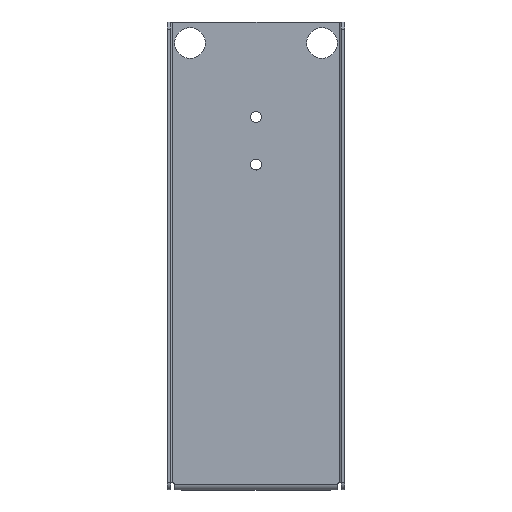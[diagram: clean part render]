
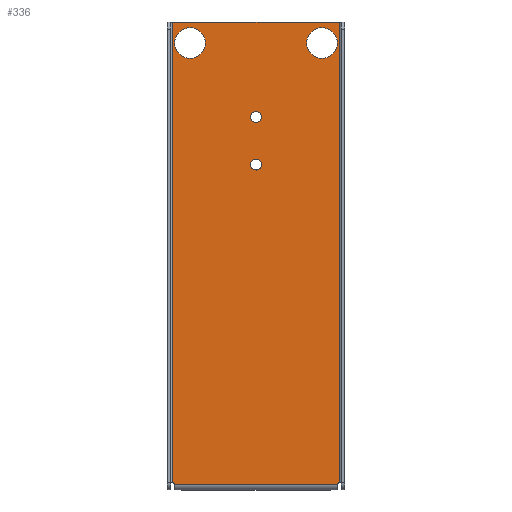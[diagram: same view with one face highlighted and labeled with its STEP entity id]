
A CAD part, top view. The second image highlights one B-rep face of the part: STEP entity #336.
In plain terms, the highlighted planar face has unit normal (0, 0, 1).
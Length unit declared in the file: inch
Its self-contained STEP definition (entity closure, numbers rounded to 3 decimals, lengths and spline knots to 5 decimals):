
#14 = ORIENTED_EDGE ( 'NONE', *, *, #1400, .F. ) ;
#32 = CIRCLE ( 'NONE', #130, 0.0625 ) ;
#58 = CARTESIAN_POINT ( 'NONE',  ( 2.7875, 0.1875, 0.125 ) ) ;
#68 = DIRECTION ( 'NONE',  ( 0., 0., 1. ) ) ;
#69 = CIRCLE ( 'NONE', #1152, 0.0625 ) ;
#73 = DIRECTION ( 'NONE',  ( 1., 0., 0. ) ) ;
#76 = LINE ( 'NONE', #58, #162 ) ;
#79 = EDGE_CURVE ( 'NONE', #542, #436, #1540, .T. ) ;
#81 = CARTESIAN_POINT ( 'NONE',  ( 2.85, 0.25, 0.125 ) ) ;
#91 = FACE_OUTER_BOUND ( 'NONE', #435, .T. ) ;
#108 = DIRECTION ( 'NONE',  ( 1., 0., 0. ) ) ;
#123 = AXIS2_PLACEMENT_3D ( 'NONE', #1508, #1512, #1514 ) ;
#130 = AXIS2_PLACEMENT_3D ( 'NONE', #1096, #813, #391 ) ;
#138 = VECTOR ( 'NONE', #1787, 39.37008 ) ;
#145 = PLANE ( 'NONE',  #817 ) ;
#152 = CARTESIAN_POINT ( 'NONE',  ( 0., 0., 0.125 ) ) ;
#160 = EDGE_LOOP ( 'NONE', ( #644, #499 ) ) ;
#162 = VECTOR ( 'NONE', #659, 39.37008 ) ;
#163 = AXIS2_PLACEMENT_3D ( 'NONE', #217, #202, #108 ) ;
#168 = DIRECTION ( 'NONE',  ( 0., 0., 1. ) ) ;
#179 = DIRECTION ( 'NONE',  ( 1., 0., 0. ) ) ;
#183 = DIRECTION ( 'NONE',  ( 0., 0., 1. ) ) ;
#202 = DIRECTION ( 'NONE',  ( 0., 0., 1. ) ) ;
#217 = CARTESIAN_POINT ( 'NONE',  ( 2.254, 15.27943, 0.125 ) ) ;
#229 = VERTEX_POINT ( 'NONE', #1643 ) ;
#243 = EDGE_CURVE ( 'NONE', #229, #1280, #32, .T. ) ;
#270 = CARTESIAN_POINT ( 'NONE',  ( 0.1875, 12.75, 0.125 ) ) ;
#306 = CARTESIAN_POINT ( 'NONE',  ( 2.779, 15.27943, 0.125 ) ) ;
#336 = ADVANCED_FACE ( 'NONE', ( #91, #575, #1108, #1615, #1270 ), #145, .T. ) ;
#339 = CIRCLE ( 'NONE', #768, 0.525 ) ;
#354 = CARTESIAN_POINT ( 'NONE',  ( -2.7875, 0.1875, 0.125 ) ) ;
#374 = CARTESIAN_POINT ( 'NONE',  ( 0., 11.125, 0.125 ) ) ;
#380 = DIRECTION ( 'NONE',  ( 0., 0., 1. ) ) ;
#383 = DIRECTION ( 'NONE',  ( 1., 0., 0. ) ) ;
#391 = DIRECTION ( 'NONE',  ( 1., 0., 0. ) ) ;
#395 = CARTESIAN_POINT ( 'NONE',  ( -1.729, 15.27943, 0.125 ) ) ;
#426 = ORIENTED_EDGE ( 'NONE', *, *, #1119, .F. ) ;
#435 = EDGE_LOOP ( 'NONE', ( #1178, #840, #1279, #1117, #1789, #1295 ) ) ;
#436 = VERTEX_POINT ( 'NONE', #306 ) ;
#462 = VERTEX_POINT ( 'NONE', #354 ) ;
#465 = DIRECTION ( 'NONE',  ( 0., 0., 1. ) ) ;
#466 = EDGE_CURVE ( 'NONE', #661, #1393, #822, .T. ) ;
#499 = ORIENTED_EDGE ( 'NONE', *, *, #79, .F. ) ;
#521 = CARTESIAN_POINT ( 'NONE',  ( 1.729, 15.27943, 0.125 ) ) ;
#542 = VERTEX_POINT ( 'NONE', #521 ) ;
#575 = FACE_BOUND ( 'NONE', #1606, .T. ) ;
#586 = LINE ( 'NONE', #1056, #138 ) ;
#644 = ORIENTED_EDGE ( 'NONE', *, *, #803, .F. ) ;
#651 = CARTESIAN_POINT ( 'NONE',  ( -2.85, 0., 0.125 ) ) ;
#659 = DIRECTION ( 'NONE',  ( 1., 0., 0. ) ) ;
#661 = VERTEX_POINT ( 'NONE', #808 ) ;
#664 = VERTEX_POINT ( 'NONE', #809 ) ;
#668 = EDGE_CURVE ( 'NONE', #1554, #462, #69, .T. ) ;
#735 = AXIS2_PLACEMENT_3D ( 'NONE', #824, #68, #73 ) ;
#745 = AXIS2_PLACEMENT_3D ( 'NONE', #1132, #1781, #1620 ) ;
#752 = CARTESIAN_POINT ( 'NONE',  ( -2.254, 15.27943, 0.125 ) ) ;
#761 = CARTESIAN_POINT ( 'NONE',  ( -2.85, 16., 0.125 ) ) ;
#768 = AXIS2_PLACEMENT_3D ( 'NONE', #752, #465, #871 ) ;
#796 = LINE ( 'NONE', #1663, #1243 ) ;
#803 = EDGE_CURVE ( 'NONE', #436, #542, #1310, .T. ) ;
#805 = AXIS2_PLACEMENT_3D ( 'NONE', #1647, #1653, #1654 ) ;
#808 = CARTESIAN_POINT ( 'NONE',  ( 0.1875, 11.125, 0.125 ) ) ;
#809 = CARTESIAN_POINT ( 'NONE',  ( -2.779, 15.27943, 0.125 ) ) ;
#813 = DIRECTION ( 'NONE',  ( 0., 0., -1. ) ) ;
#816 = CIRCLE ( 'NONE', #1055, 0.1875 ) ;
#817 = AXIS2_PLACEMENT_3D ( 'NONE', #152, #168, #179 ) ;
#822 = CIRCLE ( 'NONE', #1358, 0.1875 ) ;
#824 = CARTESIAN_POINT ( 'NONE',  ( 0., 11.125, 0.125 ) ) ;
#828 = CARTESIAN_POINT ( 'NONE',  ( -2.85, 0.1875, 0.125 ) ) ;
#832 = DIRECTION ( 'NONE',  ( 0., 0., -1. ) ) ;
#835 = DIRECTION ( 'NONE',  ( 1., 0., 0. ) ) ;
#840 = ORIENTED_EDGE ( 'NONE', *, *, #1790, .T. ) ;
#871 = DIRECTION ( 'NONE',  ( 1., 0., 0. ) ) ;
#876 = CARTESIAN_POINT ( 'NONE',  ( 0., 12.75, 0.125 ) ) ;
#893 = DIRECTION ( 'NONE',  ( 1., 0., 0. ) ) ;
#897 = VERTEX_POINT ( 'NONE', #1135 ) ;
#963 = ORIENTED_EDGE ( 'NONE', *, *, #1409, .F. ) ;
#976 = ORIENTED_EDGE ( 'NONE', *, *, #1498, .F. ) ;
#1012 = CARTESIAN_POINT ( 'NONE',  ( -2.85, 0.25, 0.125 ) ) ;
#1055 = AXIS2_PLACEMENT_3D ( 'NONE', #876, #183, #893 ) ;
#1056 = CARTESIAN_POINT ( 'NONE',  ( 2.85, 0., 0.125 ) ) ;
#1060 = EDGE_CURVE ( 'NONE', #897, #1239, #1589, .T. ) ;
#1096 = CARTESIAN_POINT ( 'NONE',  ( 2.85, 0.1875, 0.125 ) ) ;
#1108 = FACE_BOUND ( 'NONE', #1655, .T. ) ;
#1117 = ORIENTED_EDGE ( 'NONE', *, *, #1315, .T. ) ;
#1119 = EDGE_CURVE ( 'NONE', #1213, #664, #1286, .T. ) ;
#1132 = CARTESIAN_POINT ( 'NONE',  ( 2.254, 15.27943, 0.125 ) ) ;
#1135 = CARTESIAN_POINT ( 'NONE',  ( -0.1875, 12.75, 0.125 ) ) ;
#1152 = AXIS2_PLACEMENT_3D ( 'NONE', #828, #832, #835 ) ;
#1164 = EDGE_CURVE ( 'NONE', #1217, #1391, #796, .T. ) ;
#1165 = CARTESIAN_POINT ( 'NONE',  ( 2.85, 16., 0.125 ) ) ;
#1178 = ORIENTED_EDGE ( 'NONE', *, *, #1164, .T. ) ;
#1213 = VERTEX_POINT ( 'NONE', #395 ) ;
#1217 = VERTEX_POINT ( 'NONE', #1165 ) ;
#1230 = EDGE_CURVE ( 'NONE', #1280, #1217, #586, .T. ) ;
#1239 = VERTEX_POINT ( 'NONE', #270 ) ;
#1243 = VECTOR ( 'NONE', #1676, 39.37008 ) ;
#1270 = FACE_BOUND ( 'NONE', #160, .T. ) ;
#1279 = ORIENTED_EDGE ( 'NONE', *, *, #668, .T. ) ;
#1280 = VERTEX_POINT ( 'NONE', #81 ) ;
#1286 = CIRCLE ( 'NONE', #805, 0.525 ) ;
#1295 = ORIENTED_EDGE ( 'NONE', *, *, #1230, .T. ) ;
#1310 = CIRCLE ( 'NONE', #745, 0.525 ) ;
#1315 = EDGE_CURVE ( 'NONE', #462, #229, #76, .T. ) ;
#1358 = AXIS2_PLACEMENT_3D ( 'NONE', #374, #380, #383 ) ;
#1391 = VERTEX_POINT ( 'NONE', #761 ) ;
#1393 = VERTEX_POINT ( 'NONE', #1492 ) ;
#1400 = EDGE_CURVE ( 'NONE', #664, #1213, #339, .T. ) ;
#1409 = EDGE_CURVE ( 'NONE', #1239, #897, #816, .T. ) ;
#1427 = ORIENTED_EDGE ( 'NONE', *, *, #1060, .F. ) ;
#1462 = DIRECTION ( 'NONE',  ( 0., -1., 0. ) ) ;
#1488 = EDGE_LOOP ( 'NONE', ( #426, #14 ) ) ;
#1492 = CARTESIAN_POINT ( 'NONE',  ( -0.1875, 11.125, 0.125 ) ) ;
#1498 = EDGE_CURVE ( 'NONE', #1393, #661, #1710, .T. ) ;
#1508 = CARTESIAN_POINT ( 'NONE',  ( 0., 12.75, 0.125 ) ) ;
#1512 = DIRECTION ( 'NONE',  ( 0., 0., 1. ) ) ;
#1514 = DIRECTION ( 'NONE',  ( 1., 0., 0. ) ) ;
#1540 = CIRCLE ( 'NONE', #163, 0.525 ) ;
#1554 = VERTEX_POINT ( 'NONE', #1012 ) ;
#1589 = CIRCLE ( 'NONE', #123, 0.1875 ) ;
#1606 = EDGE_LOOP ( 'NONE', ( #963, #1427 ) ) ;
#1615 = FACE_BOUND ( 'NONE', #1488, .T. ) ;
#1620 = DIRECTION ( 'NONE',  ( 1., 0., 0. ) ) ;
#1643 = CARTESIAN_POINT ( 'NONE',  ( 2.7875, 0.1875, 0.125 ) ) ;
#1647 = CARTESIAN_POINT ( 'NONE',  ( -2.254, 15.27943, 0.125 ) ) ;
#1653 = DIRECTION ( 'NONE',  ( 0., 0., 1. ) ) ;
#1654 = DIRECTION ( 'NONE',  ( 1., 0., 0. ) ) ;
#1655 = EDGE_LOOP ( 'NONE', ( #1788, #976 ) ) ;
#1663 = CARTESIAN_POINT ( 'NONE',  ( -3.0375, 16., 0.125 ) ) ;
#1676 = DIRECTION ( 'NONE',  ( -1., 0., 0. ) ) ;
#1691 = LINE ( 'NONE', #651, #1743 ) ;
#1710 = CIRCLE ( 'NONE', #735, 0.1875 ) ;
#1743 = VECTOR ( 'NONE', #1462, 39.37008 ) ;
#1781 = DIRECTION ( 'NONE',  ( 0., 0., 1. ) ) ;
#1787 = DIRECTION ( 'NONE',  ( 0., 1., 0. ) ) ;
#1788 = ORIENTED_EDGE ( 'NONE', *, *, #466, .F. ) ;
#1789 = ORIENTED_EDGE ( 'NONE', *, *, #243, .T. ) ;
#1790 = EDGE_CURVE ( 'NONE', #1391, #1554, #1691, .T. ) ;
